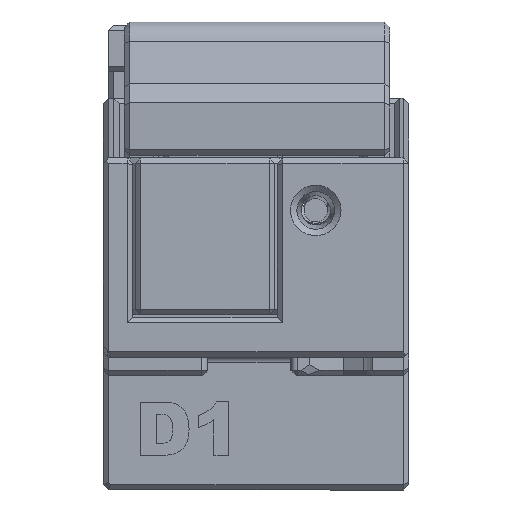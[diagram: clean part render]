
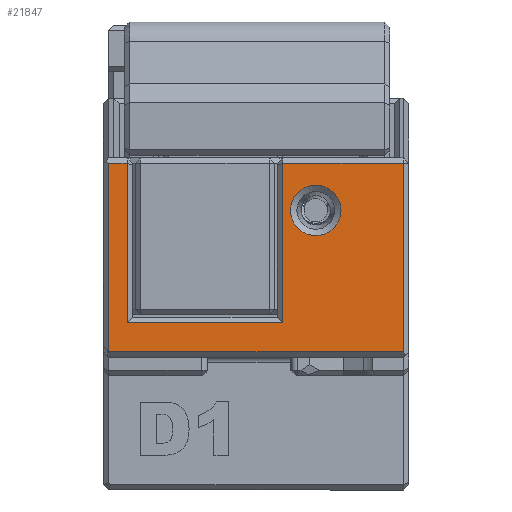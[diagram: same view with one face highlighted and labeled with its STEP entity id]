
A CAD part, left-side view. The second image highlights one B-rep face of the part: STEP entity #21847.
In plain terms, the highlighted planar face has unit normal (-1, 0, 0).
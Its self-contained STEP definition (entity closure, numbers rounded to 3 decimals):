
#929=PLANE('',#23885);
#1309=FACE_BOUND('',#8244,.T.);
#3129=LINE('',#44327,#5053);
#3131=LINE('',#44330,#5055);
#3135=LINE('',#44337,#5059);
#3136=LINE('',#44339,#5060);
#3137=LINE('',#44342,#5061);
#3227=LINE('',#44574,#5151);
#3296=LINE('',#44899,#5220);
#3297=LINE('',#44901,#5221);
#5053=VECTOR('',#28573,10.);
#5055=VECTOR('',#28577,10.);
#5059=VECTOR('',#28583,10.);
#5060=VECTOR('',#28586,10.);
#5061=VECTOR('',#28589,10.);
#5151=VECTOR('',#28813,1.);
#5220=VECTOR('',#28944,1.);
#5221=VECTOR('',#28947,1.);
#6906=FACE_OUTER_BOUND('',#8243,.T.);
#8243=EDGE_LOOP('',(#19613,#19614,#19615,#19616,#19617,#19618,#19619,#19620));
#8244=EDGE_LOOP('',(#19621));
#9153=CIRCLE('',#23781,1.9);
#10692=VERTEX_POINT('',#43590);
#10697=VERTEX_POINT('',#43601);
#10837=VERTEX_POINT('',#44309);
#10841=VERTEX_POINT('',#44319);
#10842=VERTEX_POINT('',#44324);
#10843=VERTEX_POINT('',#44326);
#10845=VERTEX_POINT('',#44335);
#10846=VERTEX_POINT('',#44341);
#10954=VERTEX_POINT('',#44897);
#13701=EDGE_CURVE('',#10841,#10841,#9153,.T.);
#13704=EDGE_CURVE('',#10842,#10843,#3129,.T.);
#13706=EDGE_CURVE('',#10843,#10697,#3131,.T.);
#13710=EDGE_CURVE('',#10845,#10692,#3135,.T.);
#13711=EDGE_CURVE('',#10692,#10842,#3136,.T.);
#13712=EDGE_CURVE('',#10697,#10846,#3137,.T.);
#13826=EDGE_CURVE('',#10837,#10845,#3227,.T.);
#13911=EDGE_CURVE('',#10837,#10954,#3296,.T.);
#13912=EDGE_CURVE('',#10954,#10846,#3297,.T.);
#19613=ORIENTED_EDGE('',*,*,#13711,.F.);
#19614=ORIENTED_EDGE('',*,*,#13710,.F.);
#19615=ORIENTED_EDGE('',*,*,#13826,.F.);
#19616=ORIENTED_EDGE('',*,*,#13911,.T.);
#19617=ORIENTED_EDGE('',*,*,#13912,.T.);
#19618=ORIENTED_EDGE('',*,*,#13712,.F.);
#19619=ORIENTED_EDGE('',*,*,#13706,.F.);
#19620=ORIENTED_EDGE('',*,*,#13704,.F.);
#19621=ORIENTED_EDGE('',*,*,#13701,.F.);
#21847=ADVANCED_FACE('',(#6906,#1309),#929,.T.);
#23781=AXIS2_PLACEMENT_3D('',#44321,#28567,#28568);
#23885=AXIS2_PLACEMENT_3D('',#44900,#28945,#28946);
#28567=DIRECTION('center_axis',(-1.,0.,0.));
#28568=DIRECTION('ref_axis',(0.,0.,-1.));
#28573=DIRECTION('',(0.,-1.,0.));
#28577=DIRECTION('',(0.,0.,1.));
#28583=DIRECTION('',(0.,-1.,0.));
#28586=DIRECTION('',(0.,0.,-1.));
#28589=DIRECTION('',(0.,-1.,0.));
#28813=DIRECTION('',(0.,0.,1.));
#28944=DIRECTION('',(0.,-1.,0.));
#28945=DIRECTION('center_axis',(-1.,0.,0.));
#28946=DIRECTION('ref_axis',(0.,0.,-1.));
#28947=DIRECTION('',(0.,0.,1.));
#43590=CARTESIAN_POINT('',(0.,19.2,24.6));
#43601=CARTESIAN_POINT('',(0.,7.5,24.6));
#44309=CARTESIAN_POINT('',(0.,20.6,10.4));
#44319=CARTESIAN_POINT('',(0.,5.,22.95));
#44321=CARTESIAN_POINT('Origin',(0.,5.,21.05));
#44324=CARTESIAN_POINT('',(0.,19.2,12.6));
#44326=CARTESIAN_POINT('',(0.,7.5,12.6));
#44327=CARTESIAN_POINT('',(0.,6.675,12.6));
#44330=CARTESIAN_POINT('',(0.,7.5,12.5));
#44335=CARTESIAN_POINT('',(0.,20.6,24.6));
#44337=CARTESIAN_POINT('',(0.,0.,24.6));
#44339=CARTESIAN_POINT('',(0.,19.2,12.5));
#44341=CARTESIAN_POINT('',(0.,-1.6,24.6));
#44342=CARTESIAN_POINT('',(0.,0.,24.6));
#44574=CARTESIAN_POINT('',(0.,20.6,6.25));
#44897=CARTESIAN_POINT('',(0.,-1.6,10.4));
#44899=CARTESIAN_POINT('',(0.,0.,10.4));
#44900=CARTESIAN_POINT('Origin',(0.,0.,0.));
#44901=CARTESIAN_POINT('',(0.,-1.6,25.));
